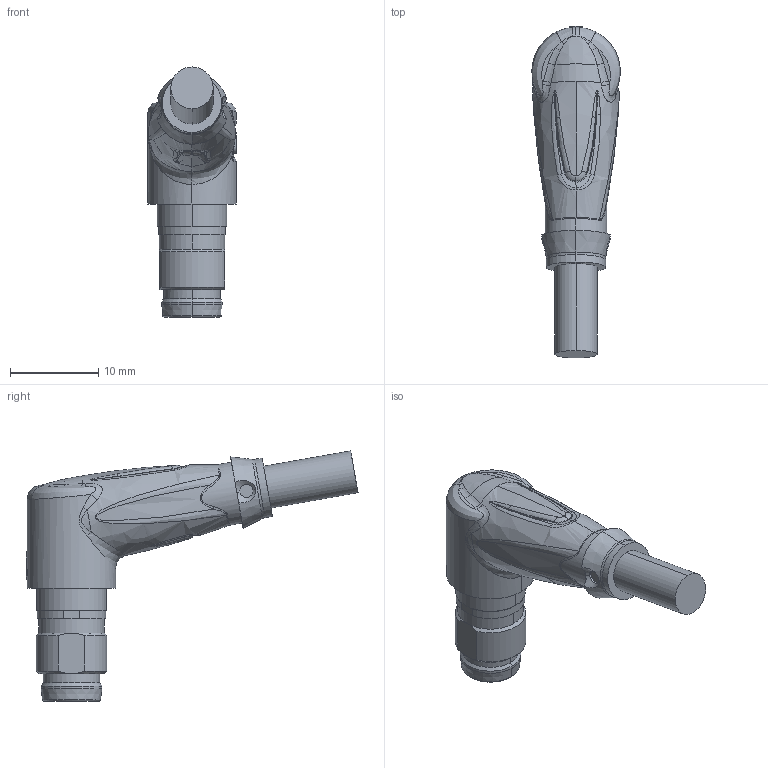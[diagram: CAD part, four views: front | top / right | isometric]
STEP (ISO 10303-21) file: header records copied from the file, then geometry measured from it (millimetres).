
FILE_DESCRIPTION((''),'2;1');
FILE_NAME('CAD-9207_SW0001','2024-10-21T14:17:57',('creinig-se'),(''),'CREO PARAMETRIC BY PTC INC, 2022284','CREO PARAMETRIC BY PTC INC, 2022284','');
FILE_SCHEMA(('CONFIG_CONTROL_DESIGN','SHAPE_APPEARANCE_LAYERS_GROUPS'));
Length unit declared in the file: millimetre
Products named in the file (1): CAD-9207_SW0001
Bounding box: 10 x 37.57 x 28.31 mm (x, y, z)
Volume: 2504.7 mm3; surface area: 1988.4 mm2
Topology: 1 solids, 1 shells, 650 faces, 1730 edges, 1091 vertices
Faces by surface type: plane 244, cylinder 148, bspline 148, cone 70, torus 28, sphere 8, extrusion 4
Entity records: 36494 total; most frequent: CARTESIAN_POINT 16770, ORIENTED_EDGE 3444, DIRECTION 2792, EDGE_CURVE 1722, VERTEX_POINT 1091, AXIS2_PLACEMENT_3D 1006, VECTOR 780, LINE 776
